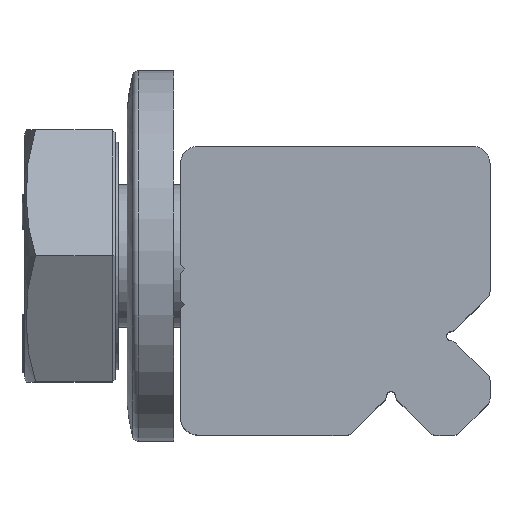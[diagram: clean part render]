
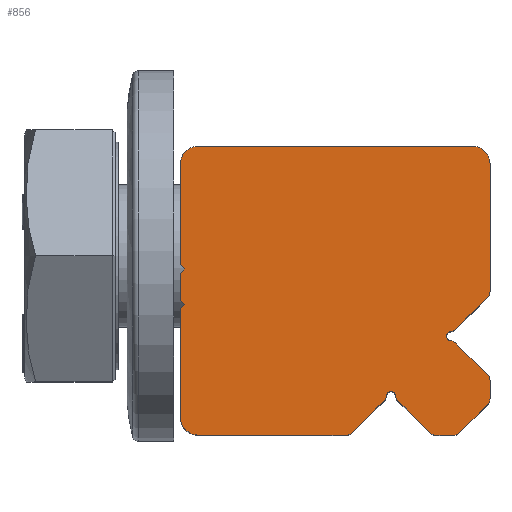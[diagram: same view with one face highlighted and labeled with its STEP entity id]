
A CAD part, top view. The second image highlights one B-rep face of the part: STEP entity #856.
In plain terms, the highlighted planar face has unit normal (0, 0, 1).
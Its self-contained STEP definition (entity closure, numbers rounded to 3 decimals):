
#93 = VERTEX_POINT('',#94);
#94 = CARTESIAN_POINT('',(-6.553,0.944,0.));
#100 = EDGE_CURVE('',#101,#93,#103,.T.);
#101 = VERTEX_POINT('',#102);
#102 = CARTESIAN_POINT('',(-6.731,1.122,0.));
#103 = LINE('',#104,#105);
#104 = CARTESIAN_POINT('',(-4.679,-0.93,0.));
#105 = VECTOR('',#106,1.);
#106 = DIRECTION('',(0.707,-0.707,0.));
#270 = VERTEX_POINT('',#271);
#271 = CARTESIAN_POINT('',(-6.731,-0.786,0.));
#277 = EDGE_CURVE('',#278,#270,#280,.T.);
#278 = VERTEX_POINT('',#279);
#279 = CARTESIAN_POINT('',(-6.553,-0.609,0.));
#280 = LINE('',#281,#282);
#281 = CARTESIAN_POINT('',(-4.852,1.093,0.));
#282 = VECTOR('',#283,1.);
#283 = DIRECTION('',(-0.707,-0.707,0.));
#317 = VERTEX_POINT('',#318);
#318 = CARTESIAN_POINT('',(-6.731,-5.525,0.));
#324 = EDGE_CURVE('',#317,#270,#325,.T.);
#325 = LINE('',#326,#327);
#326 = CARTESIAN_POINT('',(-6.731,-6.287,0.));
#327 = VECTOR('',#328,1.);
#328 = DIRECTION('',(0.,1.,0.));
#373 = EDGE_CURVE('',#374,#278,#376,.T.);
#374 = VERTEX_POINT('',#375);
#375 = CARTESIAN_POINT('',(-6.731,-0.431,0.));
#376 = LINE('',#377,#378);
#377 = CARTESIAN_POINT('',(-5.067,-2.095,0.));
#378 = VECTOR('',#379,1.);
#379 = DIRECTION('',(0.707,-0.707,0.));
#504 = VERTEX_POINT('',#505);
#505 = CARTESIAN_POINT('',(-6.731,0.767,0.));
#511 = EDGE_CURVE('',#93,#504,#512,.T.);
#512 = LINE('',#513,#514);
#513 = CARTESIAN_POINT('',(-5.24,2.258,0.));
#514 = VECTOR('',#515,1.);
#515 = DIRECTION('',(-0.707,-0.707,0.));
#528 = EDGE_CURVE('',#101,#529,#531,.T.);
#529 = VERTEX_POINT('',#530);
#530 = CARTESIAN_POINT('',(-6.731,5.525,0.));
#531 = LINE('',#532,#533);
#532 = CARTESIAN_POINT('',(-6.731,-6.287,0.));
#533 = VECTOR('',#534,1.);
#534 = DIRECTION('',(0.,1.,0.));
#561 = EDGE_CURVE('',#374,#504,#562,.T.);
#562 = LINE('',#563,#564);
#563 = CARTESIAN_POINT('',(-6.731,-6.287,0.));
#564 = VECTOR('',#565,1.);
#565 = DIRECTION('',(0.,1.,0.));
#804 = EDGE_CURVE('',#805,#807,#809,.T.);
#805 = VERTEX_POINT('',#806);
#806 = CARTESIAN_POINT('',(0.738,-6.175,0.));
#807 = VERTEX_POINT('',#808);
#808 = CARTESIAN_POINT('',(0.468,-6.287,0.));
#809 = CIRCLE('',#810,0.381);
#810 = AXIS2_PLACEMENT_3D('',#811,#812,#813);
#811 = CARTESIAN_POINT('',(0.468,-5.906,0.));
#812 = DIRECTION('',(0.,0.,-1.));
#813 = DIRECTION('',(0.383,-0.924,0.));
#837 = EDGE_CURVE('',#807,#838,#840,.T.);
#838 = VERTEX_POINT('',#839);
#839 = CARTESIAN_POINT('',(-5.969,-6.287,0.));
#840 = LINE('',#841,#842);
#841 = CARTESIAN_POINT('',(6.731,-6.287,0.));
#842 = VECTOR('',#843,1.);
#843 = DIRECTION('',(-1.,0.,0.));
#856 = ADVANCED_FACE('',(#857),#1062,.T.);
#857 = FACE_BOUND('',#858,.T.);
#858 = EDGE_LOOP('',(#859,#860,#861,#868,#869,#870,#878,#887,#896,#905,
    #913,#922,#930,#939,#947,#956,#964,#973,#981,#990,#999,#1008,#1016,
    #1025,#1033,#1042,#1050,#1057,#1058,#1059,#1060,#1061));
#859 = ORIENTED_EDGE('',*,*,#277,.T.);
#860 = ORIENTED_EDGE('',*,*,#324,.F.);
#861 = ORIENTED_EDGE('',*,*,#862,.F.);
#862 = EDGE_CURVE('',#838,#317,#863,.T.);
#863 = CIRCLE('',#864,0.762);
#864 = AXIS2_PLACEMENT_3D('',#865,#866,#867);
#865 = CARTESIAN_POINT('',(-5.969,-5.525,0.));
#866 = DIRECTION('',(0.,0.,-1.));
#867 = DIRECTION('',(-0.707,-0.707,-0.));
#868 = ORIENTED_EDGE('',*,*,#837,.F.);
#869 = ORIENTED_EDGE('',*,*,#804,.F.);
#870 = ORIENTED_EDGE('',*,*,#871,.T.);
#871 = EDGE_CURVE('',#805,#872,#874,.T.);
#872 = VERTEX_POINT('',#873);
#873 = CARTESIAN_POINT('',(2.123,-4.789,0.));
#874 = LINE('',#875,#876);
#875 = CARTESIAN_POINT('',(2.939,-3.973,0.));
#876 = VECTOR('',#877,1.);
#877 = DIRECTION('',(0.707,0.707,0.));
#878 = ORIENTED_EDGE('',*,*,#879,.F.);
#879 = EDGE_CURVE('',#880,#872,#882,.T.);
#880 = VERTEX_POINT('',#881);
#881 = CARTESIAN_POINT('',(2.233,-4.56,0.));
#882 = CIRCLE('',#883,0.381);
#883 = AXIS2_PLACEMENT_3D('',#884,#885,#886);
#884 = CARTESIAN_POINT('',(1.854,-4.52,0.));
#885 = DIRECTION('',(0.,0.,-1.));
#886 = DIRECTION('',(0.902,-0.431,0.));
#887 = ORIENTED_EDGE('',*,*,#888,.T.);
#888 = EDGE_CURVE('',#880,#889,#891,.T.);
#889 = VERTEX_POINT('',#890);
#890 = CARTESIAN_POINT('',(2.612,-4.56,0.));
#891 = CIRCLE('',#892,0.191);
#892 = AXIS2_PLACEMENT_3D('',#893,#894,#895);
#893 = CARTESIAN_POINT('',(2.422,-4.58,0.));
#894 = DIRECTION('',(0.,0.,-1.));
#895 = DIRECTION('',(-1.,0.,0.));
#896 = ORIENTED_EDGE('',*,*,#897,.F.);
#897 = EDGE_CURVE('',#898,#889,#900,.T.);
#898 = VERTEX_POINT('',#899);
#899 = CARTESIAN_POINT('',(2.721,-4.789,0.));
#900 = CIRCLE('',#901,0.381);
#901 = AXIS2_PLACEMENT_3D('',#902,#903,#904);
#902 = CARTESIAN_POINT('',(2.991,-4.52,0.));
#903 = DIRECTION('',(0.,0.,-1.));
#904 = DIRECTION('',(-0.902,-0.431,-0.));
#905 = ORIENTED_EDGE('',*,*,#906,.T.);
#906 = EDGE_CURVE('',#898,#907,#909,.T.);
#907 = VERTEX_POINT('',#908);
#908 = CARTESIAN_POINT('',(4.107,-6.175,0.));
#909 = LINE('',#910,#911);
#910 = CARTESIAN_POINT('',(1.592,-3.66,0.));
#911 = VECTOR('',#912,1.);
#912 = DIRECTION('',(0.707,-0.707,0.));
#913 = ORIENTED_EDGE('',*,*,#914,.F.);
#914 = EDGE_CURVE('',#915,#907,#917,.T.);
#915 = VERTEX_POINT('',#916);
#916 = CARTESIAN_POINT('',(4.376,-6.287,0.));
#917 = CIRCLE('',#918,0.381);
#918 = AXIS2_PLACEMENT_3D('',#919,#920,#921);
#919 = CARTESIAN_POINT('',(4.376,-5.906,0.));
#920 = DIRECTION('',(0.,0.,-1.));
#921 = DIRECTION('',(-0.383,-0.924,-0.));
#922 = ORIENTED_EDGE('',*,*,#923,.F.);
#923 = EDGE_CURVE('',#924,#915,#926,.T.);
#924 = VERTEX_POINT('',#925);
#925 = CARTESIAN_POINT('',(5.138,-6.287,0.));
#926 = LINE('',#927,#928);
#927 = CARTESIAN_POINT('',(6.731,-6.287,0.));
#928 = VECTOR('',#929,1.);
#929 = DIRECTION('',(-1.,0.,0.));
#930 = ORIENTED_EDGE('',*,*,#931,.F.);
#931 = EDGE_CURVE('',#932,#924,#934,.T.);
#932 = VERTEX_POINT('',#933);
#933 = CARTESIAN_POINT('',(5.407,-6.175,0.));
#934 = CIRCLE('',#935,0.381);
#935 = AXIS2_PLACEMENT_3D('',#936,#937,#938);
#936 = CARTESIAN_POINT('',(5.138,-5.906,0.));
#937 = DIRECTION('',(0.,0.,-1.));
#938 = DIRECTION('',(0.383,-0.924,0.));
#939 = ORIENTED_EDGE('',*,*,#940,.F.);
#940 = EDGE_CURVE('',#941,#932,#943,.T.);
#941 = VERTEX_POINT('',#942);
#942 = CARTESIAN_POINT('',(6.619,-4.963,0.));
#943 = LINE('',#944,#945);
#944 = CARTESIAN_POINT('',(5.902,-5.68,0.));
#945 = VECTOR('',#946,1.);
#946 = DIRECTION('',(-0.707,-0.707,0.));
#947 = ORIENTED_EDGE('',*,*,#948,.F.);
#948 = EDGE_CURVE('',#949,#941,#951,.T.);
#949 = VERTEX_POINT('',#950);
#950 = CARTESIAN_POINT('',(6.731,-4.694,0.));
#951 = CIRCLE('',#952,0.381);
#952 = AXIS2_PLACEMENT_3D('',#953,#954,#955);
#953 = CARTESIAN_POINT('',(6.35,-4.694,0.));
#954 = DIRECTION('',(0.,0.,-1.));
#955 = DIRECTION('',(0.924,-0.383,0.));
#956 = ORIENTED_EDGE('',*,*,#957,.F.);
#957 = EDGE_CURVE('',#958,#949,#960,.T.);
#958 = VERTEX_POINT('',#959);
#959 = CARTESIAN_POINT('',(6.731,-3.928,0.));
#960 = LINE('',#961,#962);
#961 = CARTESIAN_POINT('',(6.731,6.287,0.));
#962 = VECTOR('',#963,1.);
#963 = DIRECTION('',(0.,-1.,0.));
#964 = ORIENTED_EDGE('',*,*,#965,.F.);
#965 = EDGE_CURVE('',#966,#958,#968,.T.);
#966 = VERTEX_POINT('',#967);
#967 = CARTESIAN_POINT('',(6.619,-3.659,0.));
#968 = CIRCLE('',#969,0.381);
#969 = AXIS2_PLACEMENT_3D('',#970,#971,#972);
#970 = CARTESIAN_POINT('',(6.35,-3.928,0.));
#971 = DIRECTION('',(0.,0.,-1.));
#972 = DIRECTION('',(0.924,0.383,0.));
#973 = ORIENTED_EDGE('',*,*,#974,.T.);
#974 = EDGE_CURVE('',#966,#975,#977,.T.);
#975 = VERTEX_POINT('',#976);
#976 = CARTESIAN_POINT('',(5.236,-2.275,0.));
#977 = LINE('',#978,#979);
#978 = CARTESIAN_POINT('',(3.209,-0.248,0.));
#979 = VECTOR('',#980,1.);
#980 = DIRECTION('',(-0.707,0.707,0.));
#981 = ORIENTED_EDGE('',*,*,#982,.F.);
#982 = EDGE_CURVE('',#983,#975,#985,.T.);
#983 = VERTEX_POINT('',#984);
#984 = CARTESIAN_POINT('',(5.006,-2.165,0.));
#985 = CIRCLE('',#986,0.381);
#986 = AXIS2_PLACEMENT_3D('',#987,#988,#989);
#987 = CARTESIAN_POINT('',(4.966,-2.544,0.));
#988 = DIRECTION('',(0.,0.,-1.));
#989 = DIRECTION('',(0.431,0.902,0.));
#990 = ORIENTED_EDGE('',*,*,#991,.T.);
#991 = EDGE_CURVE('',#983,#992,#994,.T.);
#992 = VERTEX_POINT('',#993);
#993 = CARTESIAN_POINT('',(5.006,-1.787,0.));
#994 = CIRCLE('',#995,0.191);
#995 = AXIS2_PLACEMENT_3D('',#996,#997,#998);
#996 = CARTESIAN_POINT('',(5.026,-1.976,0.));
#997 = DIRECTION('',(0.,0.,-1.));
#998 = DIRECTION('',(-1.,0.,0.));
#999 = ORIENTED_EDGE('',*,*,#1000,.F.);
#1000 = EDGE_CURVE('',#1001,#992,#1003,.T.);
#1001 = VERTEX_POINT('',#1002);
#1002 = CARTESIAN_POINT('',(5.236,-1.677,0.));
#1003 = CIRCLE('',#1004,0.381);
#1004 = AXIS2_PLACEMENT_3D('',#1005,#1006,#1007);
#1005 = CARTESIAN_POINT('',(4.966,-1.408,0.));
#1006 = DIRECTION('',(0.,0.,-1.));
#1007 = DIRECTION('',(0.431,-0.902,0.));
#1008 = ORIENTED_EDGE('',*,*,#1009,.T.);
#1009 = EDGE_CURVE('',#1001,#1010,#1012,.T.);
#1010 = VERTEX_POINT('',#1011);
#1011 = CARTESIAN_POINT('',(6.619,-0.293,0.));
#1012 = LINE('',#1013,#1014);
#1013 = CARTESIAN_POINT('',(5.094,-1.819,0.));
#1014 = VECTOR('',#1015,1.);
#1015 = DIRECTION('',(0.707,0.707,0.));
#1016 = ORIENTED_EDGE('',*,*,#1017,.F.);
#1017 = EDGE_CURVE('',#1018,#1010,#1020,.T.);
#1018 = VERTEX_POINT('',#1019);
#1019 = CARTESIAN_POINT('',(6.731,-0.024,0.));
#1020 = CIRCLE('',#1021,0.381);
#1021 = AXIS2_PLACEMENT_3D('',#1022,#1023,#1024);
#1022 = CARTESIAN_POINT('',(6.35,-0.024,0.));
#1023 = DIRECTION('',(0.,0.,-1.));
#1024 = DIRECTION('',(0.924,-0.383,0.));
#1025 = ORIENTED_EDGE('',*,*,#1026,.F.);
#1026 = EDGE_CURVE('',#1027,#1018,#1029,.T.);
#1027 = VERTEX_POINT('',#1028);
#1028 = CARTESIAN_POINT('',(6.731,5.525,0.));
#1029 = LINE('',#1030,#1031);
#1030 = CARTESIAN_POINT('',(6.731,6.287,0.));
#1031 = VECTOR('',#1032,1.);
#1032 = DIRECTION('',(0.,-1.,0.));
#1033 = ORIENTED_EDGE('',*,*,#1034,.F.);
#1034 = EDGE_CURVE('',#1035,#1027,#1037,.T.);
#1035 = VERTEX_POINT('',#1036);
#1036 = CARTESIAN_POINT('',(5.969,6.287,0.));
#1037 = CIRCLE('',#1038,0.762);
#1038 = AXIS2_PLACEMENT_3D('',#1039,#1040,#1041);
#1039 = CARTESIAN_POINT('',(5.969,5.525,0.));
#1040 = DIRECTION('',(0.,0.,-1.));
#1041 = DIRECTION('',(0.707,0.707,0.));
#1042 = ORIENTED_EDGE('',*,*,#1043,.F.);
#1043 = EDGE_CURVE('',#1044,#1035,#1046,.T.);
#1044 = VERTEX_POINT('',#1045);
#1045 = CARTESIAN_POINT('',(-5.969,6.287,0.));
#1046 = LINE('',#1047,#1048);
#1047 = CARTESIAN_POINT('',(-6.731,6.287,0.));
#1048 = VECTOR('',#1049,1.);
#1049 = DIRECTION('',(1.,0.,0.));
#1050 = ORIENTED_EDGE('',*,*,#1051,.F.);
#1051 = EDGE_CURVE('',#529,#1044,#1052,.T.);
#1052 = CIRCLE('',#1053,0.762);
#1053 = AXIS2_PLACEMENT_3D('',#1054,#1055,#1056);
#1054 = CARTESIAN_POINT('',(-5.969,5.525,0.));
#1055 = DIRECTION('',(0.,0.,-1.));
#1056 = DIRECTION('',(-0.707,0.707,0.));
#1057 = ORIENTED_EDGE('',*,*,#528,.F.);
#1058 = ORIENTED_EDGE('',*,*,#100,.T.);
#1059 = ORIENTED_EDGE('',*,*,#511,.T.);
#1060 = ORIENTED_EDGE('',*,*,#561,.F.);
#1061 = ORIENTED_EDGE('',*,*,#373,.T.);
#1062 = PLANE('',#1063);
#1063 = AXIS2_PLACEMENT_3D('',#1064,#1065,#1066);
#1064 = CARTESIAN_POINT('',(0.,0.,0.));
#1065 = DIRECTION('',(0.,0.,1.));
#1066 = DIRECTION('',(1.,0.,-0.));
